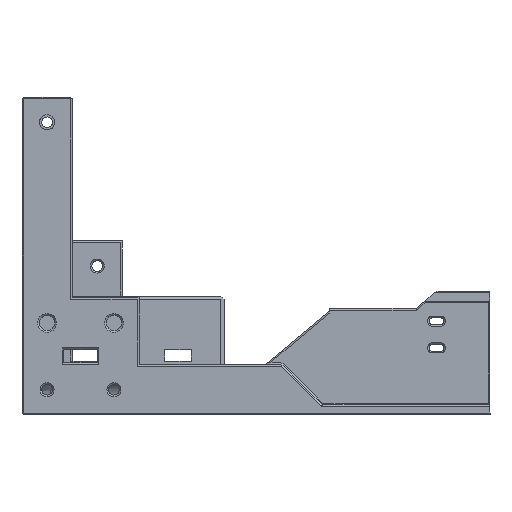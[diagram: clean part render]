
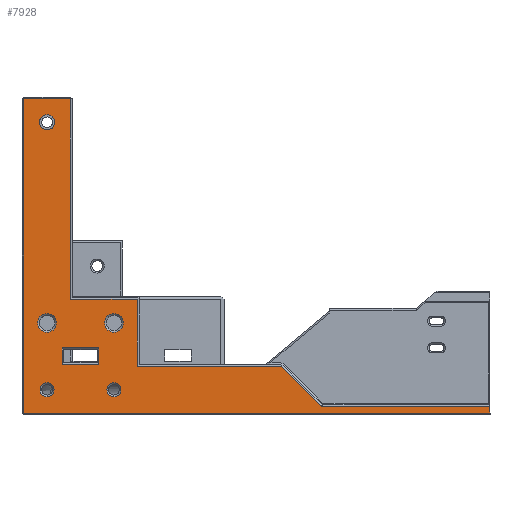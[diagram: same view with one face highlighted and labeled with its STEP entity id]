
A CAD part, front view. The second image highlights one B-rep face of the part: STEP entity #7928.
In plain terms, the highlighted planar face has unit normal (0, -1, 0).
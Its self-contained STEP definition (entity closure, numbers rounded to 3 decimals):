
#125=FACE_BOUND('',#832,.T.);
#126=FACE_BOUND('',#833,.T.);
#127=FACE_BOUND('',#834,.T.);
#128=FACE_BOUND('',#835,.T.);
#129=FACE_BOUND('',#836,.T.);
#130=FACE_BOUND('',#837,.T.);
#196=CIRCLE('',#8366,2.8);
#197=CIRCLE('',#8367,2.1);
#198=CIRCLE('',#8368,2.1);
#199=CIRCLE('',#8369,2.8);
#200=CIRCLE('',#8370,2.3);
#416=FACE_OUTER_BOUND('',#831,.T.);
#831=EDGE_LOOP('',(#5688,#5689,#5690,#5691,#5692,#5693,#5694,#5695,#5696,
#5697));
#832=EDGE_LOOP('',(#5698));
#833=EDGE_LOOP('',(#5699));
#834=EDGE_LOOP('',(#5700,#5701,#5702,#5703));
#835=EDGE_LOOP('',(#5704));
#836=EDGE_LOOP('',(#5705));
#837=EDGE_LOOP('',(#5706));
#1336=LINE('',#11263,#2345);
#1393=LINE('',#11378,#2402);
#1454=LINE('',#11512,#2463);
#1457=LINE('',#11518,#2466);
#1463=LINE('',#11530,#2472);
#1464=LINE('',#11532,#2473);
#1465=LINE('',#11534,#2474);
#1466=LINE('',#11536,#2475);
#1467=LINE('',#11538,#2476);
#1468=LINE('',#11539,#2477);
#1469=LINE('',#11546,#2478);
#1470=LINE('',#11548,#2479);
#1471=LINE('',#11550,#2480);
#1472=LINE('',#11551,#2481);
#2345=VECTOR('',#9107,10.);
#2402=VECTOR('',#9206,10.);
#2463=VECTOR('',#9317,10.);
#2466=VECTOR('',#9322,10.);
#2472=VECTOR('',#9330,10.);
#2473=VECTOR('',#9331,10.);
#2474=VECTOR('',#9332,10.);
#2475=VECTOR('',#9333,10.);
#2476=VECTOR('',#9334,10.);
#2477=VECTOR('',#9335,10.);
#2478=VECTOR('',#9340,10.);
#2479=VECTOR('',#9341,10.);
#2480=VECTOR('',#9342,10.);
#2481=VECTOR('',#9343,10.);
#3304=VERTEX_POINT('',#11227);
#3319=VERTEX_POINT('',#11262);
#3356=VERTEX_POINT('',#11376);
#3404=VERTEX_POINT('',#11511);
#3406=VERTEX_POINT('',#11517);
#3411=VERTEX_POINT('',#11529);
#3412=VERTEX_POINT('',#11531);
#3413=VERTEX_POINT('',#11533);
#3414=VERTEX_POINT('',#11535);
#3415=VERTEX_POINT('',#11537);
#3416=VERTEX_POINT('',#11540);
#3417=VERTEX_POINT('',#11542);
#3418=VERTEX_POINT('',#11544);
#3419=VERTEX_POINT('',#11545);
#3420=VERTEX_POINT('',#11547);
#3421=VERTEX_POINT('',#11549);
#3422=VERTEX_POINT('',#11552);
#3423=VERTEX_POINT('',#11554);
#3424=VERTEX_POINT('',#11556);
#4126=EDGE_CURVE('',#3319,#3304,#1336,.T.);
#4185=EDGE_CURVE('',#3356,#3304,#1393,.T.);
#4252=EDGE_CURVE('',#3319,#3404,#1454,.T.);
#4255=EDGE_CURVE('',#3404,#3406,#1457,.T.);
#4261=EDGE_CURVE('',#3411,#3356,#1463,.T.);
#4262=EDGE_CURVE('',#3412,#3411,#1464,.T.);
#4263=EDGE_CURVE('',#3413,#3412,#1465,.T.);
#4264=EDGE_CURVE('',#3414,#3413,#1466,.T.);
#4265=EDGE_CURVE('',#3415,#3414,#1467,.T.);
#4266=EDGE_CURVE('',#3406,#3415,#1468,.T.);
#4267=EDGE_CURVE('',#3416,#3416,#196,.T.);
#4268=EDGE_CURVE('',#3417,#3417,#197,.T.);
#4269=EDGE_CURVE('',#3418,#3419,#1469,.T.);
#4270=EDGE_CURVE('',#3420,#3418,#1470,.T.);
#4271=EDGE_CURVE('',#3421,#3420,#1471,.T.);
#4272=EDGE_CURVE('',#3419,#3421,#1472,.T.);
#4273=EDGE_CURVE('',#3422,#3422,#198,.T.);
#4274=EDGE_CURVE('',#3423,#3423,#199,.T.);
#4275=EDGE_CURVE('',#3424,#3424,#200,.T.);
#5688=ORIENTED_EDGE('',*,*,#4185,.F.);
#5689=ORIENTED_EDGE('',*,*,#4261,.F.);
#5690=ORIENTED_EDGE('',*,*,#4262,.F.);
#5691=ORIENTED_EDGE('',*,*,#4263,.F.);
#5692=ORIENTED_EDGE('',*,*,#4264,.F.);
#5693=ORIENTED_EDGE('',*,*,#4265,.F.);
#5694=ORIENTED_EDGE('',*,*,#4266,.F.);
#5695=ORIENTED_EDGE('',*,*,#4255,.F.);
#5696=ORIENTED_EDGE('',*,*,#4252,.F.);
#5697=ORIENTED_EDGE('',*,*,#4126,.T.);
#5698=ORIENTED_EDGE('',*,*,#4267,.F.);
#5699=ORIENTED_EDGE('',*,*,#4268,.F.);
#5700=ORIENTED_EDGE('',*,*,#4269,.F.);
#5701=ORIENTED_EDGE('',*,*,#4270,.F.);
#5702=ORIENTED_EDGE('',*,*,#4271,.F.);
#5703=ORIENTED_EDGE('',*,*,#4272,.F.);
#5704=ORIENTED_EDGE('',*,*,#4273,.F.);
#5705=ORIENTED_EDGE('',*,*,#4274,.F.);
#5706=ORIENTED_EDGE('',*,*,#4275,.F.);
#7581=PLANE('',#8365);
#7928=ADVANCED_FACE('',(#416,#125,#126,#127,#128,#129,#130),#7581,.T.);
#8365=AXIS2_PLACEMENT_3D('',#11528,#9328,#9329);
#8366=AXIS2_PLACEMENT_3D('',#11541,#9336,#9337);
#8367=AXIS2_PLACEMENT_3D('',#11543,#9338,#9339);
#8368=AXIS2_PLACEMENT_3D('',#11553,#9344,#9345);
#8369=AXIS2_PLACEMENT_3D('',#11555,#9346,#9347);
#8370=AXIS2_PLACEMENT_3D('',#11557,#9348,#9349);
#9107=DIRECTION('',(0.,0.,-1.));
#9206=DIRECTION('',(-1.,0.,0.));
#9317=DIRECTION('',(1.,0.,0.));
#9322=DIRECTION('',(0.,0.,-1.));
#9328=DIRECTION('center_axis',(0.,-1.,0.));
#9329=DIRECTION('ref_axis',(-1.,0.,0.));
#9330=DIRECTION('',(-0.707,0.,0.707));
#9331=DIRECTION('',(-1.,0.,0.));
#9332=DIRECTION('',(0.,0.,1.));
#9333=DIRECTION('',(-1.,0.,0.));
#9334=DIRECTION('',(0.,0.,1.));
#9335=DIRECTION('',(-1.,0.,0.));
#9336=DIRECTION('center_axis',(0.,-1.,0.));
#9337=DIRECTION('ref_axis',(1.,0.,0.));
#9338=DIRECTION('center_axis',(0.,-1.,0.));
#9339=DIRECTION('ref_axis',(1.,0.,0.));
#9340=DIRECTION('',(-1.,0.,0.));
#9341=DIRECTION('',(0.,0.,1.));
#9342=DIRECTION('',(1.,0.,0.));
#9343=DIRECTION('',(0.,0.,-1.));
#9344=DIRECTION('center_axis',(0.,-1.,0.));
#9345=DIRECTION('ref_axis',(1.,0.,0.));
#9346=DIRECTION('center_axis',(0.,-1.,0.));
#9347=DIRECTION('ref_axis',(1.,0.,0.));
#9348=DIRECTION('center_axis',(0.,-1.,0.));
#9349=DIRECTION('ref_axis',(1.,0.,0.));
#11227=CARTESIAN_POINT('',(-82.5,-25.,-2.5));
#11262=CARTESIAN_POINT('',(-82.5,-25.,-0.5));
#11263=CARTESIAN_POINT('',(-82.5,-25.,0.));
#11376=CARTESIAN_POINT('',(-32.121,-25.,-2.5));
#11378=CARTESIAN_POINT('',(-12.414,-25.,-2.5));
#11511=CARTESIAN_POINT('',(57.,-25.,-0.5));
#11512=CARTESIAN_POINT('',(28.75,-25.,-0.5));
#11517=CARTESIAN_POINT('',(57.,-25.,-94.5));
#11518=CARTESIAN_POINT('',(57.,-25.,0.));
#11528=CARTESIAN_POINT('Origin',(57.5,-25.,0.));
#11529=CARTESIAN_POINT('',(-20.121,-25.,-14.5));
#11530=CARTESIAN_POINT('',(-4.268,-25.,-30.354));
#11531=CARTESIAN_POINT('',(23.,-25.,-14.5));
#11532=CARTESIAN_POINT('',(28.75,-25.,-14.5));
#11533=CARTESIAN_POINT('',(23.,-25.,-34.5));
#11534=CARTESIAN_POINT('',(23.,-25.,-17.5));
#11535=CARTESIAN_POINT('',(43.,-25.,-34.5));
#11536=CARTESIAN_POINT('',(50.,-25.,-34.5));
#11537=CARTESIAN_POINT('',(43.,-25.,-94.5));
#11538=CARTESIAN_POINT('',(43.,-25.,0.));
#11539=CARTESIAN_POINT('',(53.75,-25.,-94.5));
#11540=CARTESIAN_POINT('',(47.2,-25.,-27.5));
#11541=CARTESIAN_POINT('Origin',(50.,-25.,-27.5));
#11542=CARTESIAN_POINT('',(47.9,-25.,-7.5));
#11543=CARTESIAN_POINT('Origin',(50.,-25.,-7.5));
#11544=CARTESIAN_POINT('',(45.5,-25.,-15.));
#11545=CARTESIAN_POINT('',(34.5,-25.,-15.));
#11546=CARTESIAN_POINT('',(46.25,-25.,-15.));
#11547=CARTESIAN_POINT('',(45.5,-25.,-20.));
#11548=CARTESIAN_POINT('',(45.5,-25.,-7.75));
#11549=CARTESIAN_POINT('',(34.5,-25.,-20.));
#11550=CARTESIAN_POINT('',(51.25,-25.,-20.));
#11551=CARTESIAN_POINT('',(34.5,-25.,-9.75));
#11552=CARTESIAN_POINT('',(27.9,-25.,-7.5));
#11553=CARTESIAN_POINT('Origin',(30.,-25.,-7.5));
#11554=CARTESIAN_POINT('',(27.2,-25.,-27.5));
#11555=CARTESIAN_POINT('Origin',(30.,-25.,-27.5));
#11556=CARTESIAN_POINT('',(47.7,-25.,-87.5));
#11557=CARTESIAN_POINT('Origin',(50.,-25.,-87.5));
